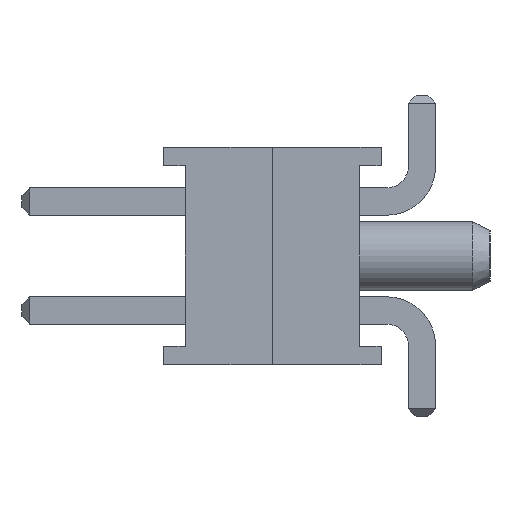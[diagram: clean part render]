
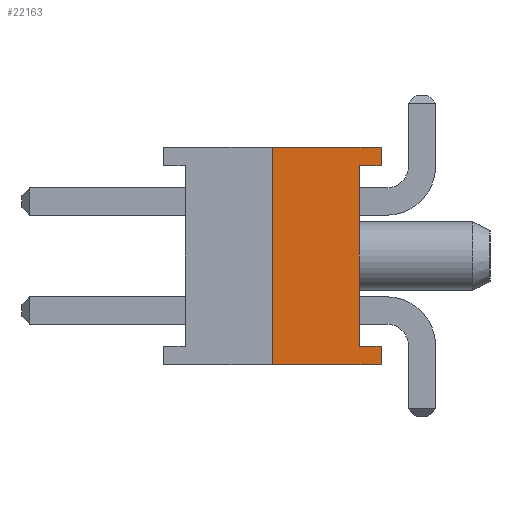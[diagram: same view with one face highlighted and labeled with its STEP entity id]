
A CAD part, left-side view. The second image highlights one B-rep face of the part: STEP entity #22163.
In plain terms, the highlighted planar face has unit normal (-1, 0, 0).
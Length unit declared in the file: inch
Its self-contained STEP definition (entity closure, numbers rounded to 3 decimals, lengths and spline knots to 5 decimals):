
#2930=ORIENTED_EDGE('',*,*,#7850,.T.);
#2931=ORIENTED_EDGE('',*,*,#7851,.T.);
#2932=ORIENTED_EDGE('',*,*,#7846,.T.);
#2933=ORIENTED_EDGE('',*,*,#7852,.F.);
#2934=ORIENTED_EDGE('',*,*,#7853,.F.);
#2935=ORIENTED_EDGE('',*,*,#7854,.T.);
#2936=ORIENTED_EDGE('',*,*,#7855,.T.);
#2937=ORIENTED_EDGE('',*,*,#7856,.T.);
#7846=EDGE_CURVE('',#10472,#10473,#12938,.T.);
#7850=EDGE_CURVE('',#10476,#10477,#12942,.T.);
#7851=EDGE_CURVE('',#10477,#10472,#12943,.T.);
#7852=EDGE_CURVE('',#10478,#10473,#12944,.T.);
#7853=EDGE_CURVE('',#10479,#10478,#12945,.T.);
#7854=EDGE_CURVE('',#10479,#10480,#12946,.T.);
#7855=EDGE_CURVE('',#10480,#10481,#12947,.T.);
#7856=EDGE_CURVE('',#10481,#10476,#12948,.T.);
#10472=VERTEX_POINT('',#32756);
#10473=VERTEX_POINT('',#32757);
#10476=VERTEX_POINT('',#32765);
#10477=VERTEX_POINT('',#32766);
#10478=VERTEX_POINT('',#32769);
#10479=VERTEX_POINT('',#32771);
#10480=VERTEX_POINT('',#32773);
#10481=VERTEX_POINT('',#32775);
#12938=LINE('',#32755,#15890);
#12942=LINE('',#32764,#15894);
#12943=LINE('',#32767,#15895);
#12944=LINE('',#32768,#15896);
#12945=LINE('',#32770,#15897);
#12946=LINE('',#32772,#15898);
#12947=LINE('',#32774,#15899);
#12948=LINE('',#32776,#15900);
#15890=VECTOR('',#26707,39.37008);
#15894=VECTOR('',#26713,39.37008);
#15895=VECTOR('',#26714,39.37008);
#15896=VECTOR('',#26715,39.37008);
#15897=VECTOR('',#26716,39.37008);
#15898=VECTOR('',#26717,39.37008);
#15899=VECTOR('',#26718,39.37008);
#15900=VECTOR('',#26719,39.37008);
#18179=EDGE_LOOP('',(#2930,#2931,#2932,#2933,#2934,#2935,#2936,#2937));
#19655=FACE_BOUND('',#18179,.T.);
#21013=PLANE('',#23448);
#22163=ADVANCED_FACE('',(#19655),#21013,.F.);
#23448=AXIS2_PLACEMENT_3D('',#32763,#26711,#26712);
#26707=DIRECTION('',(0.,0.,1.));
#26711=DIRECTION('',(1.,0.,0.));
#26712=DIRECTION('',(0.,0.,-1.));
#26713=DIRECTION('',(0.,0.,1.));
#26714=DIRECTION('',(0.,-1.,0.));
#26715=DIRECTION('',(0.,-1.,0.));
#26716=DIRECTION('',(0.,0.,1.));
#26717=DIRECTION('',(0.,-1.,0.));
#26718=DIRECTION('',(0.,0.,1.));
#26719=DIRECTION('',(0.,1.,0.));
#32755=CARTESIAN_POINT('',(-1.,0.,-0.1));
#32756=CARTESIAN_POINT('',(-1.,0.,0.083));
#32757=CARTESIAN_POINT('',(-1.,0.,0.1));
#32763=CARTESIAN_POINT('',(-1.,0.1,-0.1));
#32764=CARTESIAN_POINT('',(-1.,0.02,-0.083));
#32765=CARTESIAN_POINT('',(-1.,0.02,-0.083));
#32766=CARTESIAN_POINT('',(-1.,0.02,0.083));
#32767=CARTESIAN_POINT('',(-1.,0.02,0.083));
#32768=CARTESIAN_POINT('',(-1.,0.1,0.1));
#32769=CARTESIAN_POINT('',(-1.,0.1,0.1));
#32770=CARTESIAN_POINT('',(-1.,0.1,-0.1));
#32771=CARTESIAN_POINT('',(-1.,0.1,-0.1));
#32772=CARTESIAN_POINT('',(-1.,0.1,-0.1));
#32773=CARTESIAN_POINT('',(-1.,0.,-0.1));
#32774=CARTESIAN_POINT('',(-1.,0.,-0.1));
#32775=CARTESIAN_POINT('',(-1.,0.,-0.083));
#32776=CARTESIAN_POINT('',(-1.,0.,-0.083));
